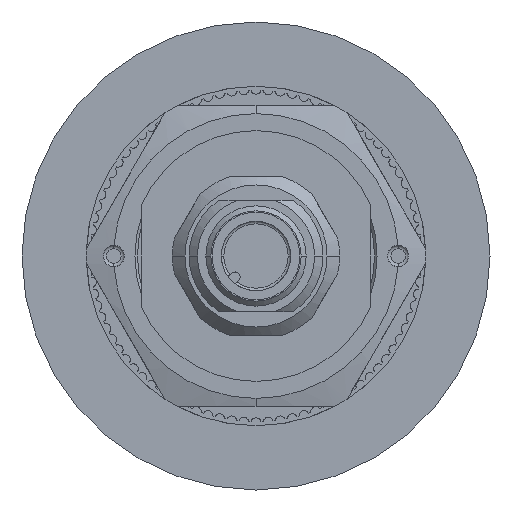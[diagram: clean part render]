
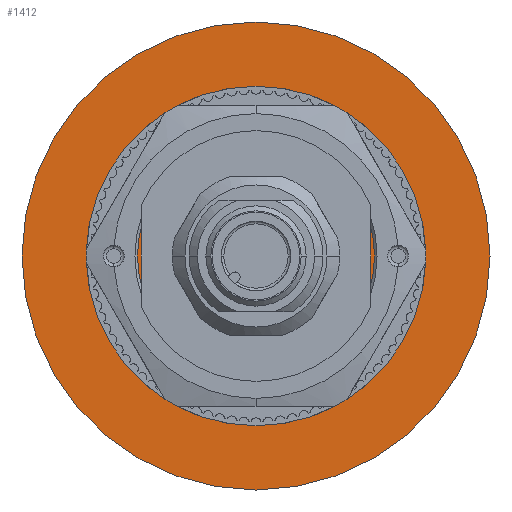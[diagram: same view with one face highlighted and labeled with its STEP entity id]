
A CAD part, front view. The second image highlights one B-rep face of the part: STEP entity #1412.
In plain terms, the highlighted planar face has unit normal (0, -1, 0).
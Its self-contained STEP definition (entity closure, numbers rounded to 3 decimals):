
#580=CARTESIAN_POINT('',(13.75,-0.,5.995));
#581=VERTEX_POINT('',#580);
#598=CARTESIAN_POINT('',(13.75,-0.,-5.995));
#599=VERTEX_POINT('',#598);
#606=CARTESIAN_POINT('',(13.75,0.,5.995));
#607=DIRECTION('',(0.,0.,-1.));
#608=VECTOR('',#607,11.99);
#609=LINE('',#606,#608);
#610=EDGE_CURVE('',#581,#599,#609,.T.);
#621=CARTESIAN_POINT('',(-13.75,0.,-5.995));
#622=VERTEX_POINT('',#621);
#639=CARTESIAN_POINT('',(-13.75,0.,5.995));
#640=VERTEX_POINT('',#639);
#647=CARTESIAN_POINT('',(-13.75,0.,-5.995));
#648=DIRECTION('',(0.,0.,1.));
#649=VECTOR('',#648,11.99);
#650=LINE('',#647,#649);
#651=EDGE_CURVE('',#622,#640,#650,.T.);
#1263=CARTESIAN_POINT('',(0.,0.,0.));
#1264=DIRECTION('',(-0.,-1.,0.));
#1265=DIRECTION('',(1.,-0.,0.));
#1266=AXIS2_PLACEMENT_3D('',#1263,#1264,#1265);
#1267=CIRCLE('',#1266,15.);
#1268=EDGE_CURVE('',#622,#599,#1267,.T.);
#1368=CARTESIAN_POINT('',(0.,0.,0.));
#1369=DIRECTION('',(-0.,-1.,0.));
#1370=DIRECTION('',(1.,-0.,0.));
#1371=AXIS2_PLACEMENT_3D('',#1368,#1369,#1370);
#1372=CIRCLE('',#1371,15.);
#1373=EDGE_CURVE('',#581,#640,#1372,.T.);
#1381=CARTESIAN_POINT('',(28.,-0.,0.));
#1382=DIRECTION('',(0.,1.,0.));
#1383=DIRECTION('',(-1.,0.,0.));
#1384=AXIS2_PLACEMENT_3D('',#1381,#1382,#1383);
#1385=PLANE('',#1384);
#1386=ORIENTED_EDGE('',*,*,#1373,.F.);
#1387=ORIENTED_EDGE('',*,*,#610,.T.);
#1388=ORIENTED_EDGE('',*,*,#1268,.F.);
#1389=ORIENTED_EDGE('',*,*,#651,.T.);
#1390=EDGE_LOOP('',(#1386,#1387,#1388,#1389));
#1391=FACE_BOUND('',#1390,.T.);
#1392=CARTESIAN_POINT('',(28.,0.,-0.));
#1393=VERTEX_POINT('',#1392);
#1394=CARTESIAN_POINT('',(-28.,0.,-0.));
#1395=VERTEX_POINT('',#1394);
#1396=CARTESIAN_POINT('',(0.,0.,0.));
#1397=DIRECTION('',(-0.,-1.,0.));
#1398=DIRECTION('',(1.,-0.,0.));
#1399=AXIS2_PLACEMENT_3D('',#1396,#1397,#1398);
#1400=CIRCLE('',#1399,28.);
#1401=EDGE_CURVE('',#1393,#1395,#1400,.T.);
#1402=ORIENTED_EDGE('',*,*,#1401,.T.);
#1403=CARTESIAN_POINT('',(0.,0.,0.));
#1404=DIRECTION('',(-0.,-1.,0.));
#1405=DIRECTION('',(1.,-0.,0.));
#1406=AXIS2_PLACEMENT_3D('',#1403,#1404,#1405);
#1407=CIRCLE('',#1406,28.);
#1408=EDGE_CURVE('',#1395,#1393,#1407,.T.);
#1409=ORIENTED_EDGE('',*,*,#1408,.T.);
#1410=EDGE_LOOP('',(#1402,#1409));
#1411=FACE_BOUND('',#1410,.T.);
#1412=ADVANCED_FACE('',(#1391,#1411),#1385,.F.);
